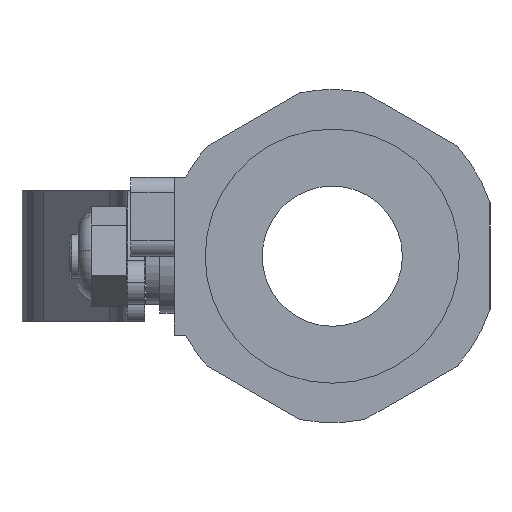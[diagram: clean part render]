
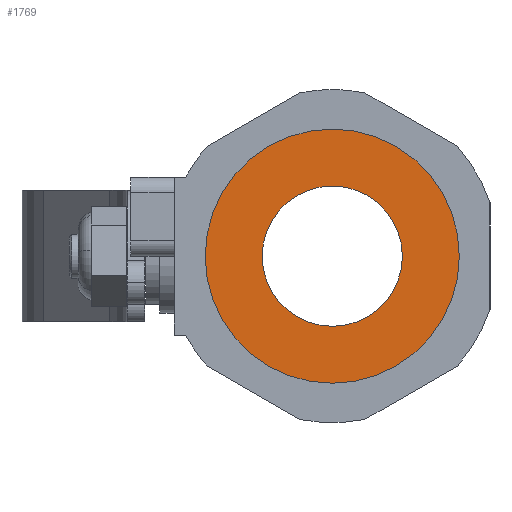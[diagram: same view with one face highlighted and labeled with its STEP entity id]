
A CAD part, left-side view. The second image highlights one B-rep face of the part: STEP entity #1769.
In plain terms, the highlighted planar face has unit normal (-1, 0, 0).
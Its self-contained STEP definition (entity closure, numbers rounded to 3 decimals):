
#22 = CARTESIAN_POINT ( 'NONE',  ( -16.25, 0., 0. ) ) ;
#108 = AXIS2_PLACEMENT_3D ( 'NONE', #22, #1134, #1072 ) ;
#164 = CIRCLE ( 'NONE', #1080, 8. ) ;
#278 = EDGE_LOOP ( 'NONE', ( #1002, #3097 ) ) ;
#320 = DIRECTION ( 'NONE',  ( -1., 0., 0. ) ) ;
#376 = CARTESIAN_POINT ( 'NONE',  ( -16.25, 0., -8. ) ) ;
#386 = FACE_OUTER_BOUND ( 'NONE', #1923, .T. ) ;
#430 = CIRCLE ( 'NONE', #108, 14.5 ) ;
#450 = EDGE_CURVE ( 'NONE', #511, #503, #430, .T. ) ;
#503 = VERTEX_POINT ( 'NONE', #1321 ) ;
#511 = VERTEX_POINT ( 'NONE', #624 ) ;
#602 = ORIENTED_EDGE ( 'NONE', *, *, #1628, .T. ) ;
#624 = CARTESIAN_POINT ( 'NONE',  ( -16.25, 0., -14.5 ) ) ;
#837 = EDGE_CURVE ( 'NONE', #1168, #2103, #164, .T. ) ;
#935 = CARTESIAN_POINT ( 'NONE',  ( -16.25, 14.5, 0. ) ) ;
#1002 = ORIENTED_EDGE ( 'NONE', *, *, #837, .F. ) ;
#1014 = AXIS2_PLACEMENT_3D ( 'NONE', #935, #3244, #1936 ) ;
#1069 = CARTESIAN_POINT ( 'NONE',  ( -16.25, 0., 0. ) ) ;
#1072 = DIRECTION ( 'NONE',  ( 0., 0., 1. ) ) ;
#1080 = AXIS2_PLACEMENT_3D ( 'NONE', #1069, #320, #2927 ) ;
#1134 = DIRECTION ( 'NONE',  ( -1., 0., 0. ) ) ;
#1168 = VERTEX_POINT ( 'NONE', #1248 ) ;
#1220 = CARTESIAN_POINT ( 'NONE',  ( -16.25, 0., 0. ) ) ;
#1248 = CARTESIAN_POINT ( 'NONE',  ( -16.25, 0., 8. ) ) ;
#1321 = CARTESIAN_POINT ( 'NONE',  ( -16.25, 0., 14.5 ) ) ;
#1628 = EDGE_CURVE ( 'NONE', #503, #511, #2395, .T. ) ;
#1675 = CARTESIAN_POINT ( 'NONE',  ( -16.25, 0., 0. ) ) ;
#1769 = ADVANCED_FACE ( 'NONE', ( #2988, #386 ), #3290, .F. ) ;
#1923 = EDGE_LOOP ( 'NONE', ( #602, #2190 ) ) ;
#1936 = DIRECTION ( 'NONE',  ( 0., 0., -1. ) ) ;
#1982 = DIRECTION ( 'NONE',  ( 0., 0., 1. ) ) ;
#2078 = CIRCLE ( 'NONE', #2575, 8. ) ;
#2103 = VERTEX_POINT ( 'NONE', #376 ) ;
#2177 = AXIS2_PLACEMENT_3D ( 'NONE', #1675, #3322, #2263 ) ;
#2190 = ORIENTED_EDGE ( 'NONE', *, *, #450, .T. ) ;
#2263 = DIRECTION ( 'NONE',  ( 0., 0., 1. ) ) ;
#2273 = DIRECTION ( 'NONE',  ( -1., 0., 0. ) ) ;
#2395 = CIRCLE ( 'NONE', #2177, 14.5 ) ;
#2575 = AXIS2_PLACEMENT_3D ( 'NONE', #1220, #2273, #1982 ) ;
#2811 = EDGE_CURVE ( 'NONE', #2103, #1168, #2078, .T. ) ;
#2927 = DIRECTION ( 'NONE',  ( 0., 0., 1. ) ) ;
#2988 = FACE_BOUND ( 'NONE', #278, .T. ) ;
#3097 = ORIENTED_EDGE ( 'NONE', *, *, #2811, .F. ) ;
#3244 = DIRECTION ( 'NONE',  ( 1., 0., 0. ) ) ;
#3290 = PLANE ( 'NONE',  #1014 ) ;
#3322 = DIRECTION ( 'NONE',  ( -1., 0., 0. ) ) ;
